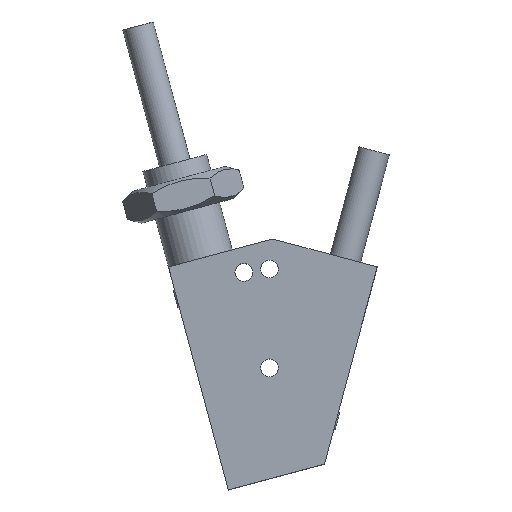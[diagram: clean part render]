
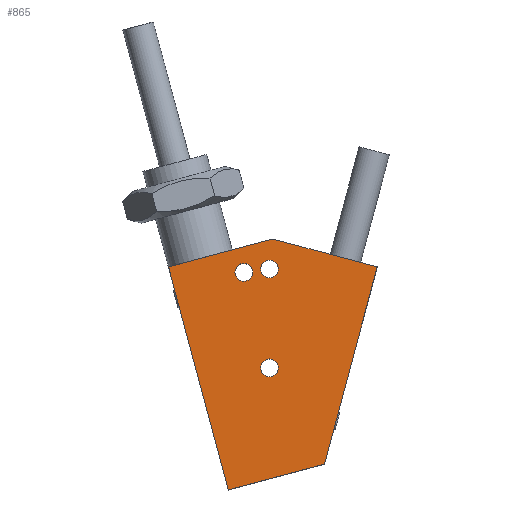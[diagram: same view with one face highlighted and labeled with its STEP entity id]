
A CAD part, top view. The second image highlights one B-rep face of the part: STEP entity #865.
In plain terms, the highlighted planar face has unit normal (0, 0, 1).
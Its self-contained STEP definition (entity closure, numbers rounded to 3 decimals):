
#48=LINE('',#1367,#94);
#52=LINE('',#1377,#98);
#56=LINE('',#1386,#102);
#58=LINE('',#1390,#104);
#59=LINE('',#1391,#105);
#94=VECTOR('',#1098,18.124);
#98=VECTOR('',#1106,19.665);
#102=VECTOR('',#1114,37.144);
#104=VECTOR('',#1118,19.665);
#105=VECTOR('',#1119,42.);
#195=FACE_BOUND('',#302,.T.);
#196=FACE_BOUND('',#303,.T.);
#197=FACE_BOUND('',#304,.T.);
#237=FACE_OUTER_BOUND('',#301,.T.);
#301=EDGE_LOOP('',(#676,#677,#678,#679,#680));
#302=EDGE_LOOP('',(#681));
#303=EDGE_LOOP('',(#682));
#304=EDGE_LOOP('',(#683));
#383=CIRCLE('',#948,1.621);
#384=CIRCLE('',#949,1.621);
#385=CIRCLE('',#950,1.621);
#437=VERTEX_POINT('',#1365);
#438=VERTEX_POINT('',#1366);
#441=VERTEX_POINT('',#1375);
#442=VERTEX_POINT('',#1376);
#446=VERTEX_POINT('',#1389);
#447=VERTEX_POINT('',#1392);
#448=VERTEX_POINT('',#1394);
#449=VERTEX_POINT('',#1396);
#526=EDGE_CURVE('',#437,#438,#48,.T.);
#531=EDGE_CURVE('',#441,#442,#52,.T.);
#536=EDGE_CURVE('',#441,#437,#56,.T.);
#538=EDGE_CURVE('',#442,#446,#58,.T.);
#539=EDGE_CURVE('',#438,#446,#59,.T.);
#540=EDGE_CURVE('',#447,#447,#383,.T.);
#541=EDGE_CURVE('',#448,#448,#384,.T.);
#542=EDGE_CURVE('',#449,#449,#385,.T.);
#676=ORIENTED_EDGE('',*,*,#531,.T.);
#677=ORIENTED_EDGE('',*,*,#538,.T.);
#678=ORIENTED_EDGE('',*,*,#539,.F.);
#679=ORIENTED_EDGE('',*,*,#526,.F.);
#680=ORIENTED_EDGE('',*,*,#536,.F.);
#681=ORIENTED_EDGE('',*,*,#540,.T.);
#682=ORIENTED_EDGE('',*,*,#541,.T.);
#683=ORIENTED_EDGE('',*,*,#542,.T.);
#824=PLANE('',#947);
#865=ADVANCED_FACE('',(#237,#195,#196,#197),#824,.T.);
#947=AXIS2_PLACEMENT_3D('',#1388,#1116,#1117);
#948=AXIS2_PLACEMENT_3D('',#1393,#1120,#1121);
#949=AXIS2_PLACEMENT_3D('',#1395,#1122,#1123);
#950=AXIS2_PLACEMENT_3D('',#1397,#1124,#1125);
#1098=DIRECTION('',(-0.966,-0.259,0.));
#1106=DIRECTION('',(-0.966,0.259,0.));
#1114=DIRECTION('',(-0.259,-0.966,0.));
#1116=DIRECTION('center_axis',(0.,0.,1.));
#1117=DIRECTION('ref_axis',(1.,0.,0.));
#1118=DIRECTION('',(-0.966,-0.259,0.));
#1119=DIRECTION('',(-0.259,0.966,0.));
#1120=DIRECTION('center_axis',(0.,0.,-1.));
#1121=DIRECTION('ref_axis',(1.,0.,0.));
#1122=DIRECTION('center_axis',(0.,0.,-1.));
#1123=DIRECTION('ref_axis',(1.,0.,0.));
#1124=DIRECTION('center_axis',(0.,0.,-1.));
#1125=DIRECTION('ref_axis',(1.,0.,0.));
#1365=CARTESIAN_POINT('',(9.382,2.424,15.));
#1366=CARTESIAN_POINT('',(-8.125,-2.267,15.));
#1367=CARTESIAN_POINT('',(-8.125,-2.267,15.));
#1375=CARTESIAN_POINT('',(18.995,38.302,15.));
#1376=CARTESIAN_POINT('',(0.,43.392,15.));
#1377=CARTESIAN_POINT('',(10.666,40.534,15.));
#1386=CARTESIAN_POINT('',(9.382,2.424,15.));
#1388=CARTESIAN_POINT('Origin',(-0.171,33.411,15.));
#1389=CARTESIAN_POINT('',(-18.995,38.302,15.));
#1390=CARTESIAN_POINT('',(-4.911,42.076,15.));
#1391=CARTESIAN_POINT('',(-23.654,55.689,15.));
#1392=CARTESIAN_POINT('',(1.006,37.933,15.));
#1393=CARTESIAN_POINT('Origin',(-0.615,37.933,15.));
#1394=CARTESIAN_POINT('',(1.006,19.933,15.));
#1395=CARTESIAN_POINT('Origin',(-0.615,19.933,15.));
#1396=CARTESIAN_POINT('',(-3.653,37.32,15.));
#1397=CARTESIAN_POINT('Origin',(-5.274,37.32,15.));
